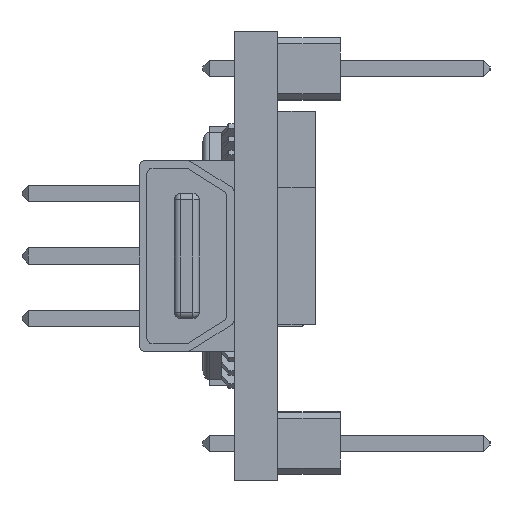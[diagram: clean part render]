
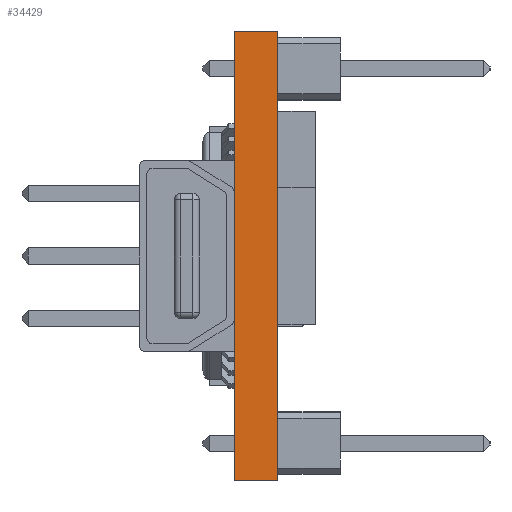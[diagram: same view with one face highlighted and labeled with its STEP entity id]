
A CAD part, left-side view. The second image highlights one B-rep face of the part: STEP entity #34429.
In plain terms, the highlighted planar face has unit normal (-1, 0, 0).
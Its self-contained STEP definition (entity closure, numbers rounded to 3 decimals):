
#1053 = EDGE_CURVE ( 'NONE', #31015, #1414, #46970, .T. ) ;
#1090 = CARTESIAN_POINT ( 'NONE',  ( -22., 1.75, 9. ) ) ;
#1414 = VERTEX_POINT ( 'NONE', #11222 ) ;
#1830 = CARTESIAN_POINT ( 'NONE',  ( -22., 0., -9. ) ) ;
#3520 = ORIENTED_EDGE ( 'NONE', *, *, #1053, .F. ) ;
#3916 = VECTOR ( 'NONE', #15789, 1000. ) ;
#5496 = ORIENTED_EDGE ( 'NONE', *, *, #43081, .T. ) ;
#8601 = ORIENTED_EDGE ( 'NONE', *, *, #26487, .F. ) ;
#8898 = CARTESIAN_POINT ( 'NONE',  ( -22., 1.75, -9. ) ) ;
#11222 = CARTESIAN_POINT ( 'NONE',  ( -22., 1.75, 9. ) ) ;
#12360 = VECTOR ( 'NONE', #45964, 1000. ) ;
#12493 = CARTESIAN_POINT ( 'NONE',  ( -22., 1.75, 9. ) ) ;
#12948 = FACE_OUTER_BOUND ( 'NONE', #47934, .T. ) ;
#15789 = DIRECTION ( 'NONE',  ( 0., 0., 1. ) ) ;
#16167 = DIRECTION ( 'NONE',  ( 1., 0., 0. ) ) ;
#16654 = LINE ( 'NONE', #43196, #39979 ) ;
#21094 = VERTEX_POINT ( 'NONE', #1830 ) ;
#26339 = CARTESIAN_POINT ( 'NONE',  ( -22., 0., 9. ) ) ;
#26487 = EDGE_CURVE ( 'NONE', #1414, #37460, #30981, .T. ) ;
#28280 = CARTESIAN_POINT ( 'NONE',  ( -22., 1.75, 9. ) ) ;
#30981 = LINE ( 'NONE', #12493, #12360 ) ;
#31015 = VERTEX_POINT ( 'NONE', #8898 ) ;
#31194 = DIRECTION ( 'NONE',  ( 0., 0., -1. ) ) ;
#31256 = CARTESIAN_POINT ( 'NONE',  ( -22., 0., 9. ) ) ;
#31670 = DIRECTION ( 'NONE',  ( 0., -1., 0. ) ) ;
#31729 = LINE ( 'NONE', #31256, #36699 ) ;
#32976 = ORIENTED_EDGE ( 'NONE', *, *, #34174, .T. ) ;
#34174 = EDGE_CURVE ( 'NONE', #21094, #37460, #31729, .T. ) ;
#34429 = ADVANCED_FACE ( 'NONE', ( #12948 ), #34847, .F. ) ;
#34847 = PLANE ( 'NONE',  #35984 ) ;
#35984 = AXIS2_PLACEMENT_3D ( 'NONE', #1090, #16167, #31194 ) ;
#36699 = VECTOR ( 'NONE', #42754, 1000. ) ;
#37460 = VERTEX_POINT ( 'NONE', #26339 ) ;
#39979 = VECTOR ( 'NONE', #31670, 1000. ) ;
#42754 = DIRECTION ( 'NONE',  ( 0., 0., 1. ) ) ;
#43081 = EDGE_CURVE ( 'NONE', #31015, #21094, #16654, .T. ) ;
#43196 = CARTESIAN_POINT ( 'NONE',  ( -22., 1.75, -9. ) ) ;
#45964 = DIRECTION ( 'NONE',  ( 0., -1., 0. ) ) ;
#46970 = LINE ( 'NONE', #28280, #3916 ) ;
#47934 = EDGE_LOOP ( 'NONE', ( #32976, #8601, #3520, #5496 ) ) ;
